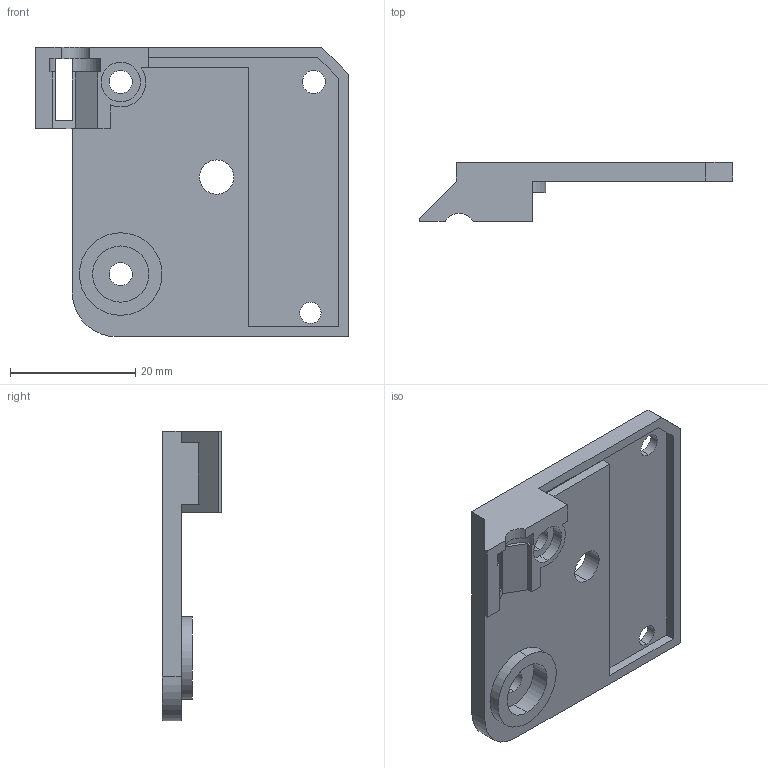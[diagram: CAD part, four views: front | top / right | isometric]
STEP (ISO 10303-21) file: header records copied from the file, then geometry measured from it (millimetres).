
FILE_DESCRIPTION (( 'STEP AP203' ), '1' );
FILE_NAME ('gornji dio e3d extruder.STEP', '2017-01-27T16:46:56', ( '' ), ( '' ), 'SwSTEP 2.0', 'SolidWorks 2016', '' );
FILE_SCHEMA (( 'CONFIG_CONTROL_DESIGN' ));
Length unit declared in the file: millimetre
Products named in the file (1): gornji dio e3d extruder
Bounding box: 50.1 x 9.45 x 46.3 mm (x, y, z)
Volume: 5771.1 mm3; surface area: 5566.6 mm2
Topology: 1 solids, 1 shells, 55 faces, 154 edges, 102 vertices
Faces by surface type: plane 34, cylinder 21
Entity records: 1875 total; most frequent: CARTESIAN_POINT 312, ORIENTED_EDGE 308, DIRECTION 308, EDGE_CURVE 154, VECTOR 112, LINE 112, VERTEX_POINT 102, AXIS2_PLACEMENT_3D 98
